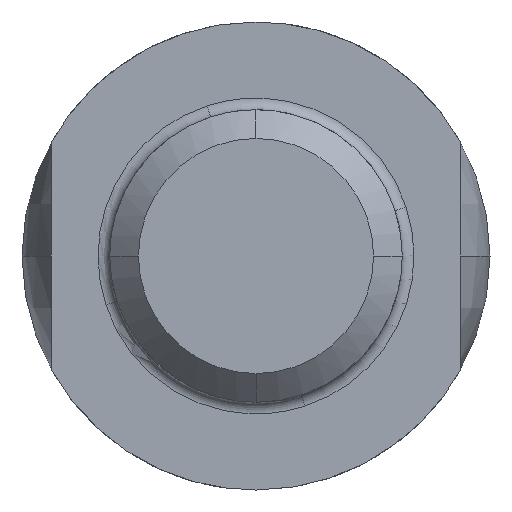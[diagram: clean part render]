
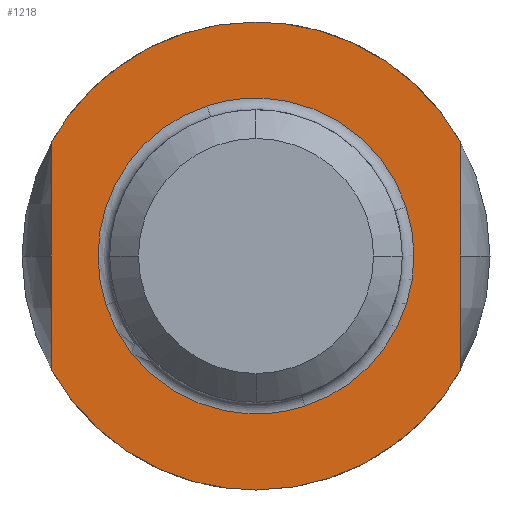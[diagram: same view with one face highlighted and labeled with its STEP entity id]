
A CAD part, front view. The second image highlights one B-rep face of the part: STEP entity #1218.
In plain terms, the highlighted planar face has unit normal (0, -1, 0).
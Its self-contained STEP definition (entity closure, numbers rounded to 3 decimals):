
#928=CARTESIAN_POINT('Vertex',(0.,-9.,4.)) ;
#932=CARTESIAN_POINT('Control Point',(3.5,-9.,1.936)) ;
#933=CARTESIAN_POINT('Control Point',(2.984,-9.,2.869)) ;
#934=CARTESIAN_POINT('Control Point',(2.134,-9.,3.62)) ;
#935=CARTESIAN_POINT('Control Point',(1.065,-9.,4.)) ;
#936=CARTESIAN_POINT('Control Point',(0.,-9.,4.)) ;
#937=CARTESIAN_POINT('Vertex',(3.5,-9.,1.936)) ;
#957=CARTESIAN_POINT('Line Origine',(3.5,-9.,0.)) ;
#961=CARTESIAN_POINT('Vertex',(3.5,-9.,-1.936)) ;
#986=CARTESIAN_POINT('Vertex',(0.,-9.,-4.)) ;
#990=CARTESIAN_POINT('Control Point',(0.,-9.,-4.)) ;
#991=CARTESIAN_POINT('Control Point',(1.065,-9.,-4.)) ;
#992=CARTESIAN_POINT('Control Point',(2.134,-9.,-3.62)) ;
#993=CARTESIAN_POINT('Control Point',(2.984,-9.,-2.869)) ;
#994=CARTESIAN_POINT('Control Point',(3.5,-9.,-1.936)) ;
#1009=CARTESIAN_POINT('Control Point',(-3.5,-9.,-1.936)) ;
#1010=CARTESIAN_POINT('Control Point',(-2.984,-9.,-2.869)) ;
#1011=CARTESIAN_POINT('Control Point',(-2.134,-9.,-3.62)) ;
#1012=CARTESIAN_POINT('Control Point',(-1.065,-9.,-4.)) ;
#1013=CARTESIAN_POINT('Control Point',(0.,-9.,-4.)) ;
#1014=CARTESIAN_POINT('Vertex',(-3.5,-9.,-1.936)) ;
#1034=CARTESIAN_POINT('Line Origine',(-3.5,-9.,0.)) ;
#1038=CARTESIAN_POINT('Vertex',(-3.5,-9.,1.936)) ;
#1060=CARTESIAN_POINT('Control Point',(0.,-9.,4.)) ;
#1061=CARTESIAN_POINT('Control Point',(-1.065,-9.,4.)) ;
#1062=CARTESIAN_POINT('Control Point',(-2.134,-9.,3.62)) ;
#1063=CARTESIAN_POINT('Control Point',(-2.984,-9.,2.869)) ;
#1064=CARTESIAN_POINT('Control Point',(-3.5,-9.,1.936)) ;
#1129=CARTESIAN_POINT('Axis2P3D Location',(0.,-9.,-4.)) ;
#1143=CARTESIAN_POINT('Control Point',(-0.834,-9.,2.568)) ;
#1144=CARTESIAN_POINT('Control Point',(-0.944,-9.,2.532)) ;
#1145=CARTESIAN_POINT('Control Point',(-1.052,-9.,2.491)) ;
#1146=CARTESIAN_POINT('Control Point',(-1.158,-9.,2.443)) ;
#1147=CARTESIAN_POINT('Control Point',(-1.547,-9.,2.243)) ;
#1148=CARTESIAN_POINT('Control Point',(-1.891,-9.,1.968)) ;
#1149=CARTESIAN_POINT('Control Point',(-2.113,-9.,1.727)) ;
#1150=CARTESIAN_POINT('Control Point',(-2.478,-9.,1.189)) ;
#1151=CARTESIAN_POINT('Control Point',(-2.669,-9.,0.567)) ;
#1152=CARTESIAN_POINT('Control Point',(-2.718,-9.,0.247)) ;
#1153=CARTESIAN_POINT('Control Point',(-2.718,-9.,-0.169)) ;
#1154=CARTESIAN_POINT('Control Point',(-2.64,-9.,-0.574)) ;
#1155=CARTESIAN_POINT('Control Point',(-2.62,-9.,-0.662)) ;
#1156=CARTESIAN_POINT('Control Point',(-2.596,-9.,-0.749)) ;
#1157=CARTESIAN_POINT('Control Point',(-2.568,-9.,-0.834)) ;
#1158=CARTESIAN_POINT('Vertex',(-0.834,-9.,2.568)) ;
#1160=CARTESIAN_POINT('Vertex',(-2.568,-9.,-0.834)) ;
#1164=CARTESIAN_POINT('Control Point',(2.568,-9.,0.834)) ;
#1165=CARTESIAN_POINT('Control Point',(2.468,-9.,1.14)) ;
#1166=CARTESIAN_POINT('Control Point',(2.323,-9.,1.431)) ;
#1167=CARTESIAN_POINT('Control Point',(2.137,-9.,1.697)) ;
#1168=CARTESIAN_POINT('Control Point',(1.689,-9.,2.167)) ;
#1169=CARTESIAN_POINT('Control Point',(1.123,-9.,2.487)) ;
#1170=CARTESIAN_POINT('Control Point',(0.818,-9.,2.603)) ;
#1171=CARTESIAN_POINT('Control Point',(0.297,-9.,2.717)) ;
#1172=CARTESIAN_POINT('Control Point',(-0.232,-9.,2.702)) ;
#1173=CARTESIAN_POINT('Control Point',(-0.437,-9.,2.676)) ;
#1174=CARTESIAN_POINT('Control Point',(-0.639,-9.,2.631)) ;
#1175=CARTESIAN_POINT('Control Point',(-0.834,-9.,2.568)) ;
#1176=CARTESIAN_POINT('Vertex',(2.568,-9.,0.834)) ;
#1180=CARTESIAN_POINT('Control Point',(0.834,-9.,-2.568)) ;
#1181=CARTESIAN_POINT('Control Point',(0.944,-9.,-2.532)) ;
#1182=CARTESIAN_POINT('Control Point',(1.052,-9.,-2.491)) ;
#1183=CARTESIAN_POINT('Control Point',(1.158,-9.,-2.443)) ;
#1184=CARTESIAN_POINT('Control Point',(1.547,-9.,-2.243)) ;
#1185=CARTESIAN_POINT('Control Point',(1.891,-9.,-1.968)) ;
#1186=CARTESIAN_POINT('Control Point',(2.113,-9.,-1.727)) ;
#1187=CARTESIAN_POINT('Control Point',(2.478,-9.,-1.189)) ;
#1188=CARTESIAN_POINT('Control Point',(2.669,-9.,-0.567)) ;
#1189=CARTESIAN_POINT('Control Point',(2.718,-9.,-0.247)) ;
#1190=CARTESIAN_POINT('Control Point',(2.718,-9.,0.169)) ;
#1191=CARTESIAN_POINT('Control Point',(2.64,-9.,0.574)) ;
#1192=CARTESIAN_POINT('Control Point',(2.62,-9.,0.662)) ;
#1193=CARTESIAN_POINT('Control Point',(2.596,-9.,0.749)) ;
#1194=CARTESIAN_POINT('Control Point',(2.568,-9.,0.834)) ;
#1195=CARTESIAN_POINT('Vertex',(0.834,-9.,-2.568)) ;
#1199=CARTESIAN_POINT('Control Point',(-2.568,-9.,-0.834)) ;
#1200=CARTESIAN_POINT('Control Point',(-2.468,-9.,-1.14)) ;
#1201=CARTESIAN_POINT('Control Point',(-2.323,-9.,-1.431)) ;
#1202=CARTESIAN_POINT('Control Point',(-2.137,-9.,-1.697)) ;
#1203=CARTESIAN_POINT('Control Point',(-1.689,-9.,-2.167)) ;
#1204=CARTESIAN_POINT('Control Point',(-1.123,-9.,-2.487)) ;
#1205=CARTESIAN_POINT('Control Point',(-0.818,-9.,-2.603)) ;
#1206=CARTESIAN_POINT('Control Point',(-0.297,-9.,-2.717)) ;
#1207=CARTESIAN_POINT('Control Point',(0.232,-9.,-2.702)) ;
#1208=CARTESIAN_POINT('Control Point',(0.437,-9.,-2.676)) ;
#1209=CARTESIAN_POINT('Control Point',(0.639,-9.,-2.631)) ;
#1210=CARTESIAN_POINT('Control Point',(0.834,-9.,-2.568)) ;
#958=DIRECTION('Vector Direction',(0.,0.,-1.)) ;
#1035=DIRECTION('Vector Direction',(0.,0.,1.)) ;
#1130=DIRECTION('Axis2P3D Direction',(0.,1.,0.)) ;
#1131=DIRECTION('Axis2P3D XDirection',(0.,0.,1.)) ;
#1132=AXIS2_PLACEMENT_3D('Plane Axis2P3D',#1129,#1130,#1131) ;
#1135=ORIENTED_EDGE('',*,*,#1016,.T.) ;
#1136=ORIENTED_EDGE('',*,*,#995,.T.) ;
#1137=ORIENTED_EDGE('',*,*,#963,.F.) ;
#1138=ORIENTED_EDGE('',*,*,#939,.T.) ;
#1139=ORIENTED_EDGE('',*,*,#1065,.T.) ;
#1140=ORIENTED_EDGE('',*,*,#1040,.F.) ;
#1213=ORIENTED_EDGE('',*,*,#1162,.F.) ;
#1214=ORIENTED_EDGE('',*,*,#1178,.F.) ;
#1215=ORIENTED_EDGE('',*,*,#1197,.F.) ;
#1216=ORIENTED_EDGE('',*,*,#1211,.F.) ;
#1217=FACE_BOUND('',#1212,.T.) ;
#959=VECTOR('Line Direction',#958,1.) ;
#1036=VECTOR('Line Direction',#1035,1.) ;
#1218=ADVANCED_FACE('_gw_zapfen_f_a_u_c_63699605',(#1141,#1217),#1133,.F.) ;
#931=B_SPLINE_CURVE_WITH_KNOTS('',4,(#932,#933,#934,#935,#936),.UNSPECIFIED.,.F.,.U.,(5,5),(-2.131,2.131),.UNSPECIFIED.) ;
#989=B_SPLINE_CURVE_WITH_KNOTS('',4,(#990,#991,#992,#993,#994),.UNSPECIFIED.,.F.,.U.,(5,5),(-2.131,2.131),.UNSPECIFIED.) ;
#1008=B_SPLINE_CURVE_WITH_KNOTS('',4,(#1009,#1010,#1011,#1012,#1013),.UNSPECIFIED.,.F.,.U.,(5,5),(-2.131,2.131),.UNSPECIFIED.) ;
#1059=B_SPLINE_CURVE_WITH_KNOTS('',4,(#1060,#1061,#1062,#1063,#1064),.UNSPECIFIED.,.F.,.U.,(5,5),(-2.131,2.131),.UNSPECIFIED.) ;
#1142=B_SPLINE_CURVE_WITH_KNOTS('',5,(#1143,#1144,#1145,#1146,#1147,#1148,#1149,#1150,#1151,#1152,#1153,#1154,#1155,#1156,#1157),.UNSPECIFIED.,.F.,.U.,(6,3,3,3,6),(6.022,6.843,9.119,11.404,12.041),.UNSPECIFIED.) ;
#1163=B_SPLINE_CURVE_WITH_KNOTS('',5,(#1164,#1165,#1166,#1167,#1168,#1169,#1170,#1171,#1172,#1173,#1174,#1175),.UNSPECIFIED.,.F.,.U.,(6,3,3,6),(0.,2.281,4.56,6.022),.UNSPECIFIED.) ;
#1179=B_SPLINE_CURVE_WITH_KNOTS('',5,(#1180,#1181,#1182,#1183,#1184,#1185,#1186,#1187,#1188,#1189,#1190,#1191,#1192,#1193,#1194),.UNSPECIFIED.,.F.,.U.,(6,3,3,3,6),(6.022,6.843,9.119,11.404,12.041),.UNSPECIFIED.) ;
#1198=B_SPLINE_CURVE_WITH_KNOTS('',5,(#1199,#1200,#1201,#1202,#1203,#1204,#1205,#1206,#1207,#1208,#1209,#1210),.UNSPECIFIED.,.F.,.U.,(6,3,3,6),(0.,2.281,4.56,6.022),.UNSPECIFIED.) ;
#939=EDGE_CURVE('',#938,#929,#931,.T.) ;
#963=EDGE_CURVE('',#938,#962,#960,.T.) ;
#995=EDGE_CURVE('',#987,#962,#989,.T.) ;
#1016=EDGE_CURVE('',#1015,#987,#1008,.T.) ;
#1040=EDGE_CURVE('',#1015,#1039,#1037,.T.) ;
#1065=EDGE_CURVE('',#929,#1039,#1059,.T.) ;
#1162=EDGE_CURVE('',#1159,#1161,#1142,.T.) ;
#1178=EDGE_CURVE('',#1177,#1159,#1163,.T.) ;
#1197=EDGE_CURVE('',#1196,#1177,#1179,.T.) ;
#1211=EDGE_CURVE('',#1161,#1196,#1198,.T.) ;
#1134=EDGE_LOOP('',(#1135,#1136,#1137,#1138,#1139,#1140)) ;
#1212=EDGE_LOOP('',(#1213,#1214,#1215,#1216)) ;
#1141=FACE_OUTER_BOUND('',#1134,.T.) ;
#960=LINE('Line',#957,#959) ;
#1037=LINE('Line',#1034,#1036) ;
#1133=PLANE('Plane',#1132) ;
#929=VERTEX_POINT('',#928) ;
#938=VERTEX_POINT('',#937) ;
#962=VERTEX_POINT('',#961) ;
#987=VERTEX_POINT('',#986) ;
#1015=VERTEX_POINT('',#1014) ;
#1039=VERTEX_POINT('',#1038) ;
#1159=VERTEX_POINT('',#1158) ;
#1161=VERTEX_POINT('',#1160) ;
#1177=VERTEX_POINT('',#1176) ;
#1196=VERTEX_POINT('',#1195) ;
